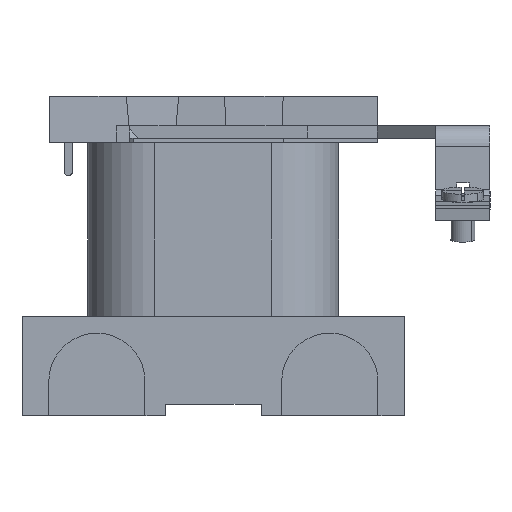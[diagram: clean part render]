
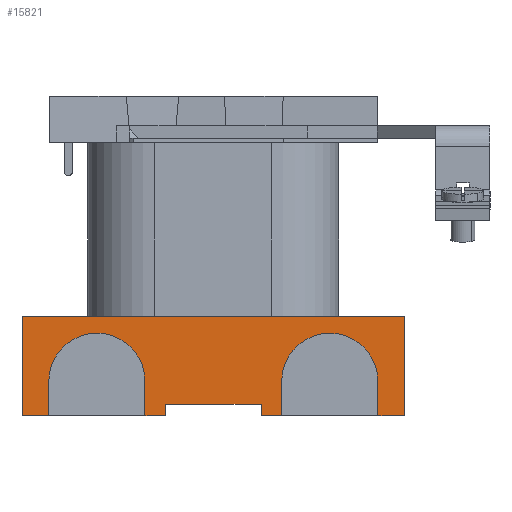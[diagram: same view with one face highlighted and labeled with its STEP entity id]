
A CAD part, front view. The second image highlights one B-rep face of the part: STEP entity #15821.
In plain terms, the highlighted planar face has unit normal (0, -1, 0).
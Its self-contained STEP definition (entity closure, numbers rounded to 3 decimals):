
#11 = CARTESIAN_POINT ( 'NONE',  ( 21.065, -16.143, -22.694 ) ) ;
#291 = ORIENTED_EDGE ( 'NONE', *, *, #15797, .T. ) ;
#369 = LINE ( 'NONE', #13824, #16301 ) ;
#448 = VECTOR ( 'NONE', #3320, 1000. ) ;
#603 = ORIENTED_EDGE ( 'NONE', *, *, #12912, .T. ) ;
#676 = CARTESIAN_POINT ( 'NONE',  ( -21.485, -16.143, -22.694 ) ) ;
#682 = LINE ( 'NONE', #2477, #7533 ) ;
#859 = LINE ( 'NONE', #12450, #11846 ) ;
#1002 = DIRECTION ( 'NONE',  ( 0., 0., -1. ) ) ;
#1183 = EDGE_CURVE ( 'NONE', #14839, #9784, #8308, .T. ) ;
#1335 = VERTEX_POINT ( 'NONE', #1912 ) ;
#1346 = ORIENTED_EDGE ( 'NONE', *, *, #4662, .T. ) ;
#1491 = DIRECTION ( 'NONE',  ( 0., 0., 1. ) ) ;
#1636 = DIRECTION ( 'NONE',  ( -1., 0., 0. ) ) ;
#1660 = EDGE_CURVE ( 'NONE', #3550, #11160, #9094, .T. ) ;
#1912 = CARTESIAN_POINT ( 'NONE',  ( -9.985, -16.143, -18.594 ) ) ;
#2162 = CARTESIAN_POINT ( 'NONE',  ( -24.685, -16.143, -22.694 ) ) ;
#2435 = CARTESIAN_POINT ( 'NONE',  ( -15.735, -16.143, -18.594 ) ) ;
#2477 = CARTESIAN_POINT ( 'NONE',  ( 3.915, -16.143, -22.694 ) ) ;
#2664 = VECTOR ( 'NONE', #13295, 1000. ) ;
#3206 = CARTESIAN_POINT ( 'NONE',  ( -21.485, -16.143, -22.694 ) ) ;
#3277 = EDGE_CURVE ( 'NONE', #1335, #15924, #859, .T. ) ;
#3289 = CARTESIAN_POINT ( 'NONE',  ( -24.685, -16.143, -22.694 ) ) ;
#3320 = DIRECTION ( 'NONE',  ( 0., 0., 1. ) ) ;
#3330 = VERTEX_POINT ( 'NONE', #10062 ) ;
#3468 = CIRCLE ( 'NONE', #5922, 5.75 ) ;
#3550 = VERTEX_POINT ( 'NONE', #6399 ) ;
#3739 = LINE ( 'NONE', #3206, #448 ) ;
#3772 = VERTEX_POINT ( 'NONE', #15032 ) ;
#3783 = DIRECTION ( 'NONE',  ( 0., 1., 0. ) ) ;
#3997 = ORIENTED_EDGE ( 'NONE', *, *, #11295, .F. ) ;
#4117 = CARTESIAN_POINT ( 'NONE',  ( -7.535, -16.143, -21.344 ) ) ;
#4348 = CARTESIAN_POINT ( 'NONE',  ( -24.685, -16.143, -10.844 ) ) ;
#4374 = CARTESIAN_POINT ( 'NONE',  ( -9.985, -16.143, -22.694 ) ) ;
#4591 = EDGE_CURVE ( 'NONE', #10651, #5235, #8503, .T. ) ;
#4662 = EDGE_CURVE ( 'NONE', #11160, #9074, #8066, .T. ) ;
#4722 = VECTOR ( 'NONE', #1491, 1000. ) ;
#5122 = FACE_OUTER_BOUND ( 'NONE', #12067, .T. ) ;
#5138 = CARTESIAN_POINT ( 'NONE',  ( -24.685, -16.143, -22.694 ) ) ;
#5162 = VECTOR ( 'NONE', #15938, 1000. ) ;
#5188 = CARTESIAN_POINT ( 'NONE',  ( 21.065, -16.143, -10.844 ) ) ;
#5235 = VERTEX_POINT ( 'NONE', #5188 ) ;
#5400 = ORIENTED_EDGE ( 'NONE', *, *, #9100, .T. ) ;
#5482 = PLANE ( 'NONE',  #11029 ) ;
#5750 = DIRECTION ( 'NONE',  ( 0., 0., -1. ) ) ;
#5922 = AXIS2_PLACEMENT_3D ( 'NONE', #2435, #3783, #13029 ) ;
#6044 = CARTESIAN_POINT ( 'NONE',  ( 21.065, -16.143, -22.694 ) ) ;
#6200 = VECTOR ( 'NONE', #7395, 1000. ) ;
#6203 = ORIENTED_EDGE ( 'NONE', *, *, #13240, .F. ) ;
#6246 = DIRECTION ( 'NONE',  ( 0., 0., 1. ) ) ;
#6316 = ORIENTED_EDGE ( 'NONE', *, *, #4591, .T. ) ;
#6390 = VECTOR ( 'NONE', #8007, 1000. ) ;
#6399 = CARTESIAN_POINT ( 'NONE',  ( 6.365, -16.143, -18.594 ) ) ;
#6420 = VERTEX_POINT ( 'NONE', #12196 ) ;
#6463 = CARTESIAN_POINT ( 'NONE',  ( -24.685, -16.143, -22.694 ) ) ;
#6470 = ORIENTED_EDGE ( 'NONE', *, *, #13794, .T. ) ;
#6680 = ORIENTED_EDGE ( 'NONE', *, *, #1183, .F. ) ;
#7180 = DIRECTION ( 'NONE',  ( 0., 0., -1. ) ) ;
#7395 = DIRECTION ( 'NONE',  ( -1., 0., 0. ) ) ;
#7533 = VECTOR ( 'NONE', #1002, 1000. ) ;
#7920 = ORIENTED_EDGE ( 'NONE', *, *, #10315, .T. ) ;
#8007 = DIRECTION ( 'NONE',  ( 0., 0., 1. ) ) ;
#8023 = CARTESIAN_POINT ( 'NONE',  ( -21.485, -16.143, -18.594 ) ) ;
#8066 = LINE ( 'NONE', #10969, #16513 ) ;
#8076 = CARTESIAN_POINT ( 'NONE',  ( -24.685, -16.143, -10.844 ) ) ;
#8188 = DIRECTION ( 'NONE',  ( 0., 1., 0. ) ) ;
#8235 = ORIENTED_EDGE ( 'NONE', *, *, #13103, .T. ) ;
#8308 = LINE ( 'NONE', #9334, #5162 ) ;
#8503 = LINE ( 'NONE', #11, #4722 ) ;
#8586 = AXIS2_PLACEMENT_3D ( 'NONE', #10469, #15739, #17076 ) ;
#8607 = CARTESIAN_POINT ( 'NONE',  ( 17.865, -16.143, -18.594 ) ) ;
#8818 = CARTESIAN_POINT ( 'NONE',  ( -24.685, -16.143, -22.694 ) ) ;
#9074 = VERTEX_POINT ( 'NONE', #14309 ) ;
#9094 = CIRCLE ( 'NONE', #8586, 5.75 ) ;
#9100 = EDGE_CURVE ( 'NONE', #3772, #14803, #682, .T. ) ;
#9334 = CARTESIAN_POINT ( 'NONE',  ( -24.685, -16.143, -22.694 ) ) ;
#9622 = CARTESIAN_POINT ( 'NONE',  ( -24.685, -16.143, -22.694 ) ) ;
#9756 = LINE ( 'NONE', #8818, #6200 ) ;
#9784 = VERTEX_POINT ( 'NONE', #8076 ) ;
#9844 = CARTESIAN_POINT ( 'NONE',  ( -7.535, -16.143, -22.694 ) ) ;
#9921 = LINE ( 'NONE', #15895, #6390 ) ;
#10062 = CARTESIAN_POINT ( 'NONE',  ( -7.535, -16.143, -21.344 ) ) ;
#10269 = CARTESIAN_POINT ( 'NONE',  ( 3.915, -16.143, -22.694 ) ) ;
#10315 = EDGE_CURVE ( 'NONE', #13436, #1335, #3468, .T. ) ;
#10469 = CARTESIAN_POINT ( 'NONE',  ( 12.115, -16.143, -18.594 ) ) ;
#10651 = VERTEX_POINT ( 'NONE', #6044 ) ;
#10800 = EDGE_CURVE ( 'NONE', #15265, #15924, #16465, .T. ) ;
#10969 = CARTESIAN_POINT ( 'NONE',  ( 17.865, -16.143, -22.694 ) ) ;
#10997 = VECTOR ( 'NONE', #12558, 1000. ) ;
#11029 = AXIS2_PLACEMENT_3D ( 'NONE', #9622, #8188, #1636 ) ;
#11160 = VERTEX_POINT ( 'NONE', #8607 ) ;
#11295 = EDGE_CURVE ( 'NONE', #10651, #9074, #14589, .T. ) ;
#11553 = ORIENTED_EDGE ( 'NONE', *, *, #3277, .T. ) ;
#11609 = DIRECTION ( 'NONE',  ( -1., 0., 0. ) ) ;
#11810 = ORIENTED_EDGE ( 'NONE', *, *, #10800, .F. ) ;
#11846 = VECTOR ( 'NONE', #7180, 1000. ) ;
#12017 = LINE ( 'NONE', #4348, #12629 ) ;
#12067 = EDGE_LOOP ( 'NONE', ( #6470, #13783, #5400, #6203, #291, #12908, #1346, #3997, #6316, #8235, #6680, #16983, #603, #7920, #11553, #11810 ) ) ;
#12196 = CARTESIAN_POINT ( 'NONE',  ( 6.365, -16.143, -22.694 ) ) ;
#12341 = DIRECTION ( 'NONE',  ( -1., 0., 0. ) ) ;
#12425 = LINE ( 'NONE', #4117, #2664 ) ;
#12450 = CARTESIAN_POINT ( 'NONE',  ( -9.985, -16.143, -22.694 ) ) ;
#12558 = DIRECTION ( 'NONE',  ( -1., 0., 0. ) ) ;
#12629 = VECTOR ( 'NONE', #12341, 1000. ) ;
#12908 = ORIENTED_EDGE ( 'NONE', *, *, #1660, .T. ) ;
#12912 = EDGE_CURVE ( 'NONE', #17094, #13436, #3739, .T. ) ;
#13029 = DIRECTION ( 'NONE',  ( 1., 0., 0. ) ) ;
#13033 = EDGE_CURVE ( 'NONE', #3330, #3772, #12425, .T. ) ;
#13103 = EDGE_CURVE ( 'NONE', #5235, #9784, #12017, .T. ) ;
#13240 = EDGE_CURVE ( 'NONE', #6420, #14803, #14485, .T. ) ;
#13295 = DIRECTION ( 'NONE',  ( 1., 0., 0. ) ) ;
#13436 = VERTEX_POINT ( 'NONE', #8023 ) ;
#13783 = ORIENTED_EDGE ( 'NONE', *, *, #13033, .T. ) ;
#13794 = EDGE_CURVE ( 'NONE', #15265, #3330, #369, .T. ) ;
#13824 = CARTESIAN_POINT ( 'NONE',  ( -7.535, -16.143, -22.694 ) ) ;
#13989 = VECTOR ( 'NONE', #11609, 1000. ) ;
#14309 = CARTESIAN_POINT ( 'NONE',  ( 17.865, -16.143, -22.694 ) ) ;
#14485 = LINE ( 'NONE', #3289, #10997 ) ;
#14589 = LINE ( 'NONE', #2162, #16852 ) ;
#14803 = VERTEX_POINT ( 'NONE', #10269 ) ;
#14839 = VERTEX_POINT ( 'NONE', #5138 ) ;
#15032 = CARTESIAN_POINT ( 'NONE',  ( 3.915, -16.143, -21.344 ) ) ;
#15265 = VERTEX_POINT ( 'NONE', #9844 ) ;
#15287 = EDGE_CURVE ( 'NONE', #17094, #14839, #9756, .T. ) ;
#15739 = DIRECTION ( 'NONE',  ( 0., 1., 0. ) ) ;
#15797 = EDGE_CURVE ( 'NONE', #6420, #3550, #9921, .T. ) ;
#15821 = ADVANCED_FACE ( 'NONE', ( #5122 ), #5482, .F. ) ;
#15895 = CARTESIAN_POINT ( 'NONE',  ( 6.365, -16.143, -22.694 ) ) ;
#15924 = VERTEX_POINT ( 'NONE', #4374 ) ;
#15938 = DIRECTION ( 'NONE',  ( 0., 0., 1. ) ) ;
#16301 = VECTOR ( 'NONE', #6246, 1000. ) ;
#16465 = LINE ( 'NONE', #6463, #13989 ) ;
#16513 = VECTOR ( 'NONE', #5750, 1000. ) ;
#16654 = DIRECTION ( 'NONE',  ( -1., 0., 0. ) ) ;
#16852 = VECTOR ( 'NONE', #16654, 1000. ) ;
#16983 = ORIENTED_EDGE ( 'NONE', *, *, #15287, .F. ) ;
#17076 = DIRECTION ( 'NONE',  ( -1., 0., 0. ) ) ;
#17094 = VERTEX_POINT ( 'NONE', #676 ) ;
